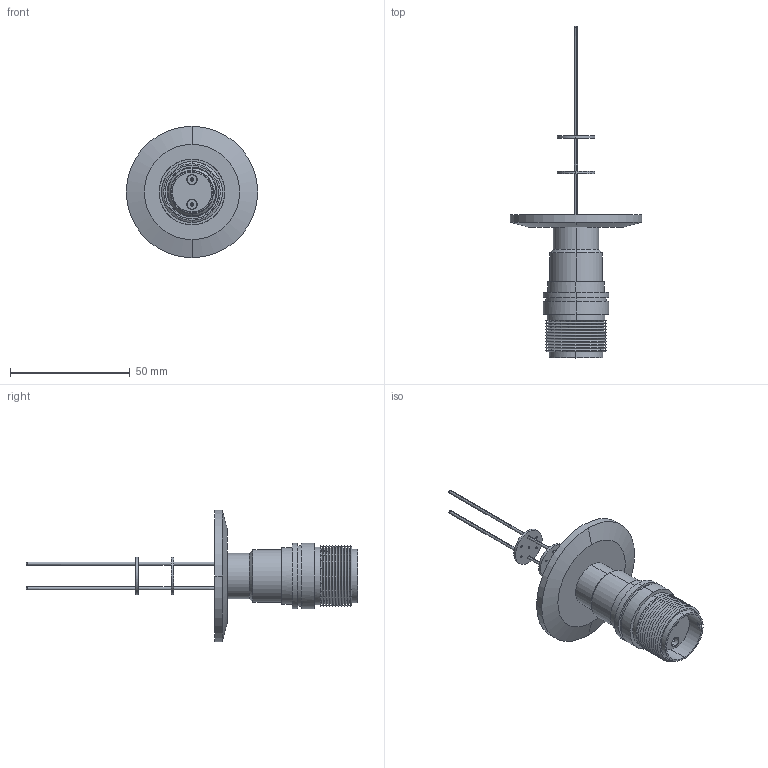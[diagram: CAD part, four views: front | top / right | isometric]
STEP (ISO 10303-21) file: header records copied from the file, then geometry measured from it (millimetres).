
FILE_DESCRIPTION (( 'STEP AP203' ), '1' );
FILE_NAME ('A6078-1-QF.STEP', '2011-10-12T12:59:32', ( '' ), ( '' ), 'SwSTEP 2.0', 'SolidWorks 2011', '' );
FILE_SCHEMA (( 'CONFIG_CONTROL_DESIGN' ));
Length unit declared in the file: inch
Products named in the file (1): A6078-1-QF
Bounding box: 54.89 x 138.78 x 54.89 mm (x, y, z)
Volume: 21822.3 mm3; surface area: 20004.8 mm2
Topology: 1 solids, 1 shells, 227 faces, 615 edges, 411 vertices
Faces by surface type: cylinder 99, cone 76, plane 38, bspline 14
Entity records: 11867 total; most frequent: CARTESIAN_POINT 6503, ORIENTED_EDGE 1214, DIRECTION 902, EDGE_CURVE 607, VERTEX_POINT 411, AXIS2_PLACEMENT_3D 354, EDGE_LOOP 280, B_SPLINE_CURVE_WITH_KNOTS 265
